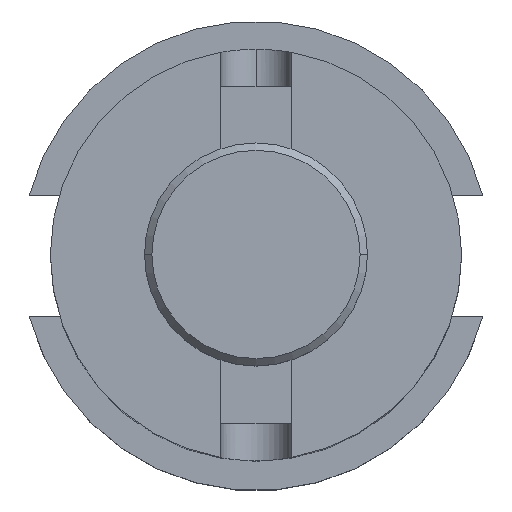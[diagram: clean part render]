
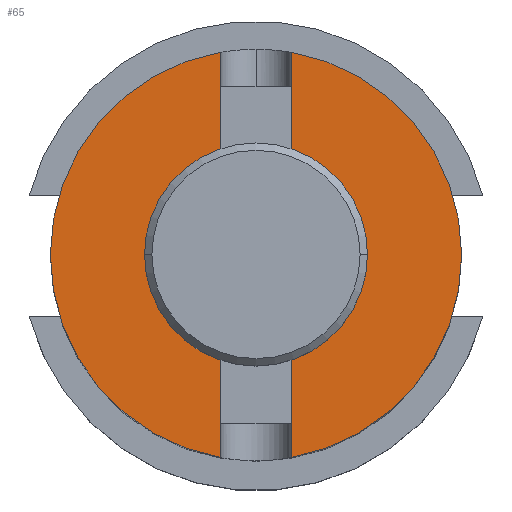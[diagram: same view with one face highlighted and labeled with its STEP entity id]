
A CAD part, top view. The second image highlights one B-rep face of the part: STEP entity #65.
In plain terms, the highlighted planar face has unit normal (0, 0, 1).
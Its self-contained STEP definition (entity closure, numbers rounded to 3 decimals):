
#2 = ORIENTED_EDGE ( 'NONE', *, *, #1623, .F. ) ;
#16 = ORIENTED_EDGE ( 'NONE', *, *, #2014, .T. ) ;
#41 = EDGE_CURVE ( 'NONE', #253, #1792, #246, .T. ) ;
#65 = ADVANCED_FACE ( 'NONE', ( #2243, #185 ), #1393, .F. ) ;
#98 = ORIENTED_EDGE ( 'NONE', *, *, #657, .F. ) ;
#115 = CARTESIAN_POINT ( 'NONE',  ( -27.813, 0., 101.6 ) ) ;
#121 = CARTESIAN_POINT ( 'NONE',  ( 0., 0., 101.6 ) ) ;
#124 = VECTOR ( 'NONE', #630, 1000. ) ;
#175 = CIRCLE ( 'NONE', #176, 27.813 ) ;
#176 = AXIS2_PLACEMENT_3D ( 'NONE', #2562, #2163, #2549 ) ;
#185 = FACE_OUTER_BOUND ( 'NONE', #741, .T. ) ;
#233 = CIRCLE ( 'NONE', #2022, 12.7 ) ;
#246 = LINE ( 'NONE', #1449, #2308 ) ;
#253 = VERTEX_POINT ( 'NONE', #2496 ) ;
#311 = ORIENTED_EDGE ( 'NONE', *, *, #2381, .F. ) ;
#351 = DIRECTION ( 'NONE',  ( 1., 0., 0. ) ) ;
#384 = CARTESIAN_POINT ( 'NONE',  ( -4.762, -13.25, 101.6 ) ) ;
#394 = ORIENTED_EDGE ( 'NONE', *, *, #2291, .T. ) ;
#489 = LINE ( 'NONE', #880, #2552 ) ;
#526 = VECTOR ( 'NONE', #2455, 1000. ) ;
#538 = AXIS2_PLACEMENT_3D ( 'NONE', #1843, #2581, #2565 ) ;
#564 = CARTESIAN_POINT ( 'NONE',  ( 4.763, 27.402, 101.6 ) ) ;
#579 = ORIENTED_EDGE ( 'NONE', *, *, #1494, .F. ) ;
#583 = DIRECTION ( 'NONE',  ( 1., 0., 0. ) ) ;
#621 = ORIENTED_EDGE ( 'NONE', *, *, #913, .F. ) ;
#630 = DIRECTION ( 'NONE',  ( 0., -1., 0. ) ) ;
#655 = AXIS2_PLACEMENT_3D ( 'NONE', #784, #2000, #583 ) ;
#657 = EDGE_CURVE ( 'NONE', #1456, #1513, #1904, .T. ) ;
#715 = EDGE_CURVE ( 'NONE', #1195, #770, #175, .T. ) ;
#741 = EDGE_LOOP ( 'NONE', ( #16, #579, #1064, #1416, #394, #621, #311, #1488, #1344, #2547 ) ) ;
#761 = VERTEX_POINT ( 'NONE', #564 ) ;
#770 = VERTEX_POINT ( 'NONE', #115 ) ;
#784 = CARTESIAN_POINT ( 'NONE',  ( 0., 0., 101.6 ) ) ;
#880 = CARTESIAN_POINT ( 'NONE',  ( 4.763, -31.75, 101.6 ) ) ;
#909 = CARTESIAN_POINT ( 'NONE',  ( -12.7, 0., 101.6 ) ) ;
#913 = EDGE_CURVE ( 'NONE', #1036, #2189, #991, .T. ) ;
#957 = EDGE_CURVE ( 'NONE', #1656, #1925, #1869, .T. ) ;
#973 = CARTESIAN_POINT ( 'NONE',  ( -4.762, 27.402, 101.6 ) ) ;
#991 = LINE ( 'NONE', #1385, #2390 ) ;
#1017 = DIRECTION ( 'NONE',  ( 1., 0., 0. ) ) ;
#1036 = VERTEX_POINT ( 'NONE', #2361 ) ;
#1062 = CARTESIAN_POINT ( 'NONE',  ( 0., 0., 101.6 ) ) ;
#1064 = ORIENTED_EDGE ( 'NONE', *, *, #957, .T. ) ;
#1127 = CARTESIAN_POINT ( 'NONE',  ( 0., 0., 101.6 ) ) ;
#1181 = LINE ( 'NONE', #2251, #526 ) ;
#1195 = VERTEX_POINT ( 'NONE', #973 ) ;
#1214 = CARTESIAN_POINT ( 'NONE',  ( 0., 0., 101.6 ) ) ;
#1266 = DIRECTION ( 'NONE',  ( 1., 0., 0. ) ) ;
#1281 = VECTOR ( 'NONE', #2016, 1000. ) ;
#1285 = DIRECTION ( 'NONE',  ( 0., 1., 0. ) ) ;
#1301 = EDGE_CURVE ( 'NONE', #770, #253, #1465, .T. ) ;
#1335 = DIRECTION ( 'NONE',  ( 1., 0., 0. ) ) ;
#1344 = ORIENTED_EDGE ( 'NONE', *, *, #1301, .T. ) ;
#1385 = CARTESIAN_POINT ( 'NONE',  ( 4.763, 13.25, 101.6 ) ) ;
#1392 = CARTESIAN_POINT ( 'NONE',  ( 27.813, 0., 101.6 ) ) ;
#1393 = PLANE ( 'NONE',  #538 ) ;
#1408 = CARTESIAN_POINT ( 'NONE',  ( 4.763, 13.25, 101.6 ) ) ;
#1416 = ORIENTED_EDGE ( 'NONE', *, *, #1803, .T. ) ;
#1441 = DIRECTION ( 'NONE',  ( 0., 1., 0. ) ) ;
#1449 = CARTESIAN_POINT ( 'NONE',  ( -4.762, -31.75, 101.6 ) ) ;
#1454 = CARTESIAN_POINT ( 'NONE',  ( 4.763, 31.75, 101.6 ) ) ;
#1456 = VERTEX_POINT ( 'NONE', #909 ) ;
#1465 = CIRCLE ( 'NONE', #2391, 27.813 ) ;
#1488 = ORIENTED_EDGE ( 'NONE', *, *, #715, .T. ) ;
#1494 = EDGE_CURVE ( 'NONE', #1656, #1985, #489, .T. ) ;
#1513 = VERTEX_POINT ( 'NONE', #2093 ) ;
#1554 = DIRECTION ( 'NONE',  ( 0., 0., 1. ) ) ;
#1623 = EDGE_CURVE ( 'NONE', #1513, #1456, #233, .T. ) ;
#1650 = LINE ( 'NONE', #1454, #124 ) ;
#1656 = VERTEX_POINT ( 'NONE', #1951 ) ;
#1781 = DIRECTION ( 'NONE',  ( 1., 0., 0. ) ) ;
#1792 = VERTEX_POINT ( 'NONE', #384 ) ;
#1799 = CARTESIAN_POINT ( 'NONE',  ( 4.763, -13.25, 101.6 ) ) ;
#1803 = EDGE_CURVE ( 'NONE', #1925, #761, #2449, .T. ) ;
#1808 = CARTESIAN_POINT ( 'NONE',  ( 4.763, -13.25, 101.6 ) ) ;
#1818 = LINE ( 'NONE', #1808, #1281 ) ;
#1833 = AXIS2_PLACEMENT_3D ( 'NONE', #121, #1554, #351 ) ;
#1843 = CARTESIAN_POINT ( 'NONE',  ( 0., 27.813, 101.6 ) ) ;
#1869 = CIRCLE ( 'NONE', #655, 27.813 ) ;
#1904 = CIRCLE ( 'NONE', #2472, 12.7 ) ;
#1925 = VERTEX_POINT ( 'NONE', #1392 ) ;
#1951 = CARTESIAN_POINT ( 'NONE',  ( 4.763, -27.402, 101.6 ) ) ;
#1985 = VERTEX_POINT ( 'NONE', #1799 ) ;
#2000 = DIRECTION ( 'NONE',  ( 0., 0., 1. ) ) ;
#2014 = EDGE_CURVE ( 'NONE', #1792, #1985, #1818, .T. ) ;
#2016 = DIRECTION ( 'NONE',  ( 1., 0., 0. ) ) ;
#2022 = AXIS2_PLACEMENT_3D ( 'NONE', #1127, #2528, #1335 ) ;
#2093 = CARTESIAN_POINT ( 'NONE',  ( 12.7, 0., 101.6 ) ) ;
#2163 = DIRECTION ( 'NONE',  ( 0., 0., 1. ) ) ;
#2189 = VERTEX_POINT ( 'NONE', #1408 ) ;
#2243 = FACE_BOUND ( 'NONE', #2569, .T. ) ;
#2251 = CARTESIAN_POINT ( 'NONE',  ( -4.762, 31.75, 101.6 ) ) ;
#2291 = EDGE_CURVE ( 'NONE', #761, #2189, #1650, .T. ) ;
#2308 = VECTOR ( 'NONE', #1441, 1000. ) ;
#2361 = CARTESIAN_POINT ( 'NONE',  ( -4.762, 13.25, 101.6 ) ) ;
#2381 = EDGE_CURVE ( 'NONE', #1195, #1036, #1181, .T. ) ;
#2390 = VECTOR ( 'NONE', #1781, 1000. ) ;
#2391 = AXIS2_PLACEMENT_3D ( 'NONE', #1062, #2460, #1266 ) ;
#2407 = DIRECTION ( 'NONE',  ( 0., 0., 1. ) ) ;
#2449 = CIRCLE ( 'NONE', #1833, 27.813 ) ;
#2455 = DIRECTION ( 'NONE',  ( 0., -1., 0. ) ) ;
#2460 = DIRECTION ( 'NONE',  ( 0., 0., 1. ) ) ;
#2472 = AXIS2_PLACEMENT_3D ( 'NONE', #1214, #2407, #1017 ) ;
#2496 = CARTESIAN_POINT ( 'NONE',  ( -4.762, -27.402, 101.6 ) ) ;
#2528 = DIRECTION ( 'NONE',  ( 0., 0., 1. ) ) ;
#2547 = ORIENTED_EDGE ( 'NONE', *, *, #41, .T. ) ;
#2549 = DIRECTION ( 'NONE',  ( 1., 0., 0. ) ) ;
#2552 = VECTOR ( 'NONE', #1285, 1000. ) ;
#2562 = CARTESIAN_POINT ( 'NONE',  ( 0., 0., 101.6 ) ) ;
#2565 = DIRECTION ( 'NONE',  ( -1., 0., 0. ) ) ;
#2569 = EDGE_LOOP ( 'NONE', ( #2, #98 ) ) ;
#2581 = DIRECTION ( 'NONE',  ( 0., 0., -1. ) ) ;
